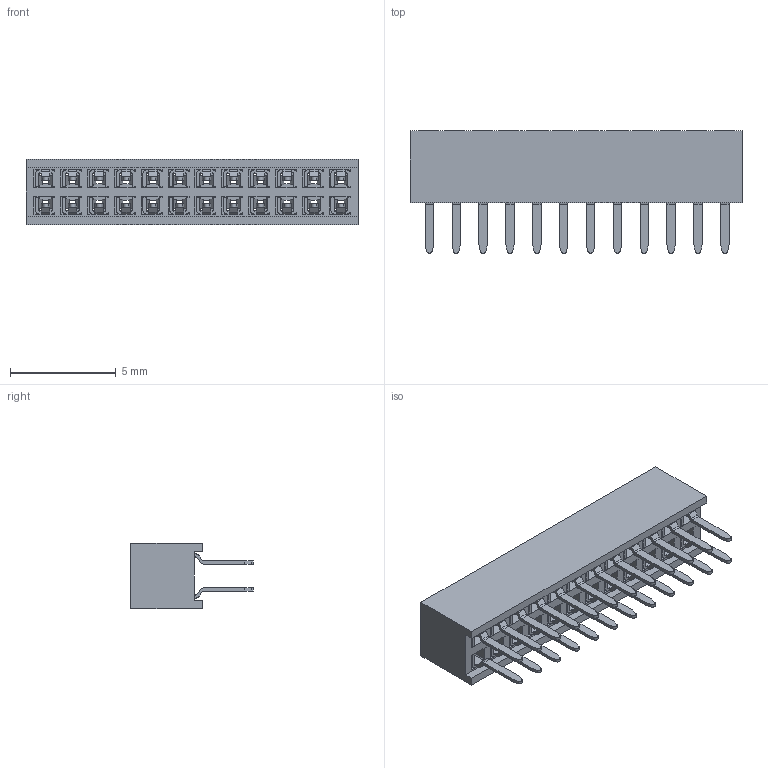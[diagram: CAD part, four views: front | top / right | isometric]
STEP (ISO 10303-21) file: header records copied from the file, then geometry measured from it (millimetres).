
FILE_DESCRIPTION(/* description */ (''),/* implementation_level */ '2;1');
FILE_NAME(/* name */ '605-024-2-1-1-xx.stp',/* time_stamp */ '2026-03-20T08:27:47+01:00',/* author */ ('Andreas.Larin'),/* organization */ (''),/* preprocessor_version */ 'ST-DEVELOPER v20',/* originating_system */ 'Autodesk Inventor 2025',/* authorisation */ '');
FILE_SCHEMA (('AUTOMOTIVE_DESIGN { 1 0 10303 214 3 1 1 }'));
Products named in the file (1): 605-024-2-1-1-xx
Bounding box: 15.7 x 5.8 x 3.1 mm (x, y, z)
Volume: 112.3 mm3; surface area: 689.4 mm2
Topology: 1 solids, 1 shells, 2338 faces, 7056 edges, 4672 vertices
Faces by surface type: plane 1546, cylinder 792
Entity records: 82223 total; most frequent: CARTESIAN_POINT 14763, ORIENTED_EDGE 14112, DIRECTION 13294, EDGE_CURVE 7056, LINE 5160, VECTOR 5160, VERTEX_POINT 4672, AXIS2_PLACEMENT_3D 4067
